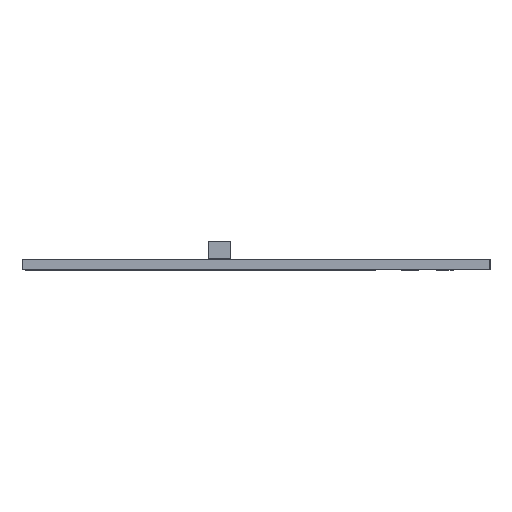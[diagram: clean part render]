
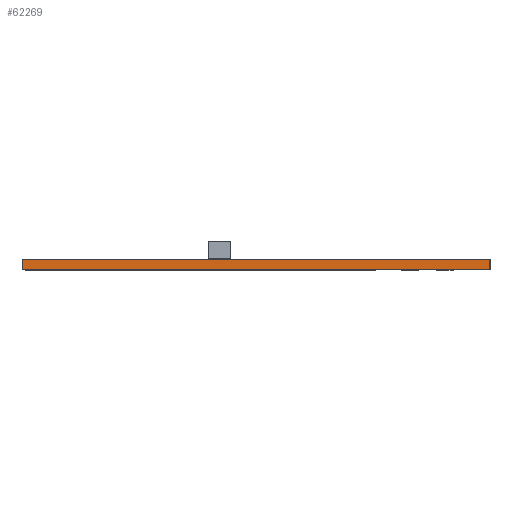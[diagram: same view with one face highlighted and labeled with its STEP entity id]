
A CAD part, left-side view. The second image highlights one B-rep face of the part: STEP entity #62269.
In plain terms, the highlighted planar face has unit normal (-1, 0, 0).
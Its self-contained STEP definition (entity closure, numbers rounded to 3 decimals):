
#62213 = VERTEX_POINT('',#62214);
#62214 = CARTESIAN_POINT('',(70.,-102.9,1.51));
#62220 = EDGE_CURVE('',#62221,#62213,#62223,.T.);
#62221 = VERTEX_POINT('',#62222);
#62222 = CARTESIAN_POINT('',(70.,-102.9,0.));
#62223 = LINE('',#62224,#62225);
#62224 = CARTESIAN_POINT('',(70.,-102.9,0.));
#62225 = VECTOR('',#62226,1.);
#62226 = DIRECTION('',(0.,0.,1.));
#62269 = ADVANCED_FACE('',(#62270),#62295,.T.);
#62270 = FACE_BOUND('',#62271,.T.);
#62271 = EDGE_LOOP('',(#62272,#62273,#62281,#62289));
#62272 = ORIENTED_EDGE('',*,*,#62220,.T.);
#62273 = ORIENTED_EDGE('',*,*,#62274,.T.);
#62274 = EDGE_CURVE('',#62213,#62275,#62277,.T.);
#62275 = VERTEX_POINT('',#62276);
#62276 = CARTESIAN_POINT('',(70.,-34.8,1.51));
#62277 = LINE('',#62278,#62279);
#62278 = CARTESIAN_POINT('',(70.,-102.9,1.51));
#62279 = VECTOR('',#62280,1.);
#62280 = DIRECTION('',(0.,1.,0.));
#62281 = ORIENTED_EDGE('',*,*,#62282,.F.);
#62282 = EDGE_CURVE('',#62283,#62275,#62285,.T.);
#62283 = VERTEX_POINT('',#62284);
#62284 = CARTESIAN_POINT('',(70.,-34.8,0.));
#62285 = LINE('',#62286,#62287);
#62286 = CARTESIAN_POINT('',(70.,-34.8,0.));
#62287 = VECTOR('',#62288,1.);
#62288 = DIRECTION('',(0.,0.,1.));
#62289 = ORIENTED_EDGE('',*,*,#62290,.F.);
#62290 = EDGE_CURVE('',#62221,#62283,#62291,.T.);
#62291 = LINE('',#62292,#62293);
#62292 = CARTESIAN_POINT('',(70.,-102.9,0.));
#62293 = VECTOR('',#62294,1.);
#62294 = DIRECTION('',(0.,1.,0.));
#62295 = PLANE('',#62296);
#62296 = AXIS2_PLACEMENT_3D('',#62297,#62298,#62299);
#62297 = CARTESIAN_POINT('',(70.,-102.9,0.));
#62298 = DIRECTION('',(-1.,0.,0.));
#62299 = DIRECTION('',(0.,1.,0.));
